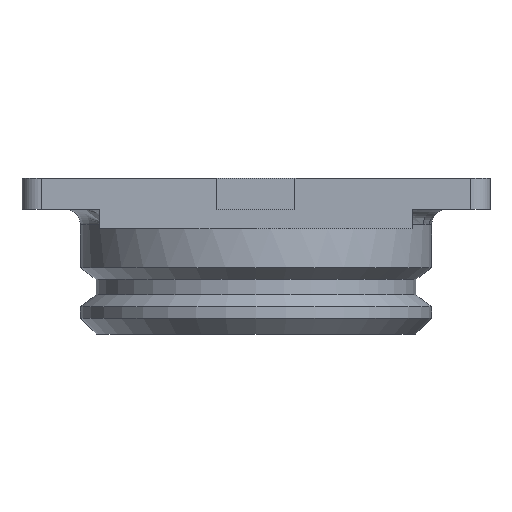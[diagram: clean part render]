
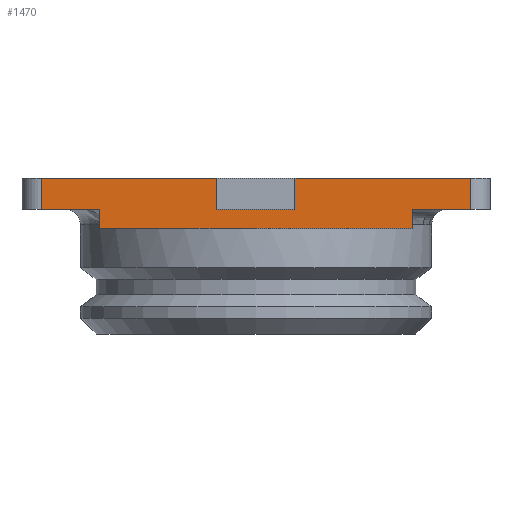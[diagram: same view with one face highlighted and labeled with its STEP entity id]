
A CAD part, front view. The second image highlights one B-rep face of the part: STEP entity #1470.
In plain terms, the highlighted planar face has unit normal (0, -1, 0).
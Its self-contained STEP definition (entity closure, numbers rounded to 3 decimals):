
#17=DIRECTION('',(0.,0.,-1.));
#18=VECTOR('',#17,0.08);
#19=CARTESIAN_POINT('',(-0.55,-0.6,0.15));
#20=LINE('',#19,#18);
#77=DIRECTION('',(1.,0.,0.));
#78=VECTOR('',#77,0.15);
#79=CARTESIAN_POINT('',(-0.55,-0.6,0.07));
#80=LINE('',#79,#78);
#181=DIRECTION('',(0.,0.,-1.));
#182=VECTOR('',#181,0.05);
#183=CARTESIAN_POINT('',(-0.4,-0.6,0.07));
#184=LINE('',#183,#182);
#231=DIRECTION('',(1.,0.,0.));
#232=VECTOR('',#231,0.2);
#233=CARTESIAN_POINT('',(-0.1,-0.6,0.07));
#234=LINE('',#233,#232);
#235=DIRECTION('',(0.,0.,-1.));
#236=VECTOR('',#235,0.05);
#237=CARTESIAN_POINT('',(0.4,-0.6,0.07));
#238=LINE('',#237,#236);
#239=DIRECTION('',(-1.,0.,0.));
#240=VECTOR('',#239,0.8);
#241=CARTESIAN_POINT('',(0.4,-0.6,0.02));
#242=LINE('',#241,#240);
#243=DIRECTION('',(0.,0.,1.));
#244=VECTOR('',#243,0.08);
#245=CARTESIAN_POINT('',(-0.1,-0.6,0.07));
#246=LINE('',#245,#244);
#255=DIRECTION('',(-1.,0.,0.));
#256=VECTOR('',#255,0.45);
#257=CARTESIAN_POINT('',(0.55,-0.6,0.15));
#258=LINE('',#257,#256);
#267=DIRECTION('',(-1.,0.,0.));
#268=VECTOR('',#267,0.45);
#269=CARTESIAN_POINT('',(-0.1,-0.6,0.15));
#270=LINE('',#269,#268);
#387=DIRECTION('',(0.,0.,-1.));
#388=VECTOR('',#387,0.08);
#389=CARTESIAN_POINT('',(0.1,-0.6,0.15));
#390=LINE('',#389,#388);
#463=DIRECTION('',(1.,0.,0.));
#464=VECTOR('',#463,0.15);
#465=CARTESIAN_POINT('',(0.4,-0.6,0.07));
#466=LINE('',#465,#464);
#542=DIRECTION('',(0.,0.,1.));
#543=VECTOR('',#542,0.08);
#544=CARTESIAN_POINT('',(0.55,-0.6,0.07));
#545=LINE('',#544,#543);
#1046=CARTESIAN_POINT('',(-0.4,-0.6,0.07));
#1047=VERTEX_POINT('',#1046);
#1048=CARTESIAN_POINT('',(-0.4,-0.6,0.02));
#1049=VERTEX_POINT('',#1048);
#1059=CARTESIAN_POINT('',(0.4,-0.6,0.02));
#1060=VERTEX_POINT('',#1059);
#1061=CARTESIAN_POINT('',(0.4,-0.6,0.07));
#1062=VERTEX_POINT('',#1061);
#1093=CARTESIAN_POINT('',(-0.55,-0.6,0.07));
#1094=VERTEX_POINT('',#1093);
#1097=CARTESIAN_POINT('',(0.55,-0.6,0.07));
#1098=VERTEX_POINT('',#1097);
#1147=CARTESIAN_POINT('',(0.55,-0.6,0.15));
#1148=CARTESIAN_POINT('',(0.1,-0.6,0.15));
#1149=VERTEX_POINT('',#1147);
#1150=VERTEX_POINT('',#1148);
#1155=CARTESIAN_POINT('',(-0.1,-0.6,0.15));
#1156=VERTEX_POINT('',#1155);
#1157=CARTESIAN_POINT('',(-0.55,-0.6,0.15));
#1158=VERTEX_POINT('',#1157);
#1205=CARTESIAN_POINT('',(-0.1,-0.6,0.07));
#1206=VERTEX_POINT('',#1205);
#1207=CARTESIAN_POINT('',(0.1,-0.6,0.07));
#1208=VERTEX_POINT('',#1207);
#1442=CARTESIAN_POINT('',(-0.6,-0.6,0.));
#1443=DIRECTION('',(0.,-1.,0.));
#1444=DIRECTION('',(1.,0.,0.));
#1445=AXIS2_PLACEMENT_3D('',#1442,#1443,#1444);
#1446=PLANE('',#1445);
#1448=ORIENTED_EDGE('',*,*,#1447,.F.);
#1450=ORIENTED_EDGE('',*,*,#1449,.T.);
#1452=ORIENTED_EDGE('',*,*,#1451,.F.);
#1454=ORIENTED_EDGE('',*,*,#1453,.F.);
#1456=ORIENTED_EDGE('',*,*,#1455,.F.);
#1458=ORIENTED_EDGE('',*,*,#1457,.F.);
#1460=ORIENTED_EDGE('',*,*,#1459,.T.);
#1462=ORIENTED_EDGE('',*,*,#1461,.T.);
#1463=ORIENTED_EDGE('',*,*,#1421,.F.);
#1464=ORIENTED_EDGE('',*,*,#1305,.F.);
#1465=ORIENTED_EDGE('',*,*,#1269,.F.);
#1467=ORIENTED_EDGE('',*,*,#1466,.F.);
#1468=EDGE_LOOP('',(#1448,#1450,#1452,#1454,#1456,#1458,#1460,#1462,#1463,#1464,
#1465,#1467));
#1469=FACE_OUTER_BOUND('',#1468,.F.);
#1470=ADVANCED_FACE('',(#1469),#1446,.T.);
#1269=EDGE_CURVE('',#1158,#1094,#20,.T.);
#1305=EDGE_CURVE('',#1094,#1047,#80,.T.);
#1421=EDGE_CURVE('',#1047,#1049,#184,.T.);
#1447=EDGE_CURVE('',#1206,#1156,#246,.T.);
#1449=EDGE_CURVE('',#1206,#1208,#234,.T.);
#1451=EDGE_CURVE('',#1150,#1208,#390,.T.);
#1453=EDGE_CURVE('',#1149,#1150,#258,.T.);
#1455=EDGE_CURVE('',#1098,#1149,#545,.T.);
#1457=EDGE_CURVE('',#1062,#1098,#466,.T.);
#1459=EDGE_CURVE('',#1062,#1060,#238,.T.);
#1461=EDGE_CURVE('',#1060,#1049,#242,.T.);
#1466=EDGE_CURVE('',#1156,#1158,#270,.T.);
